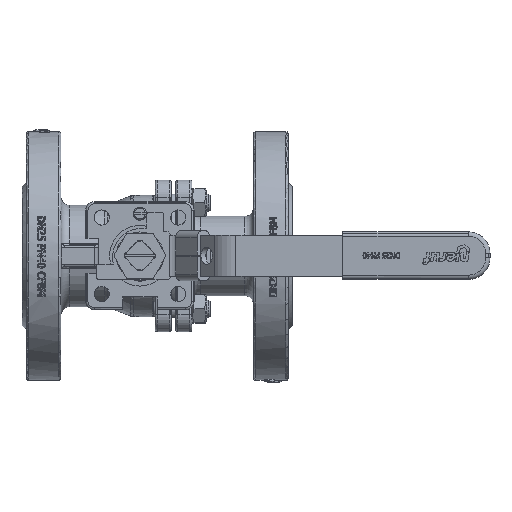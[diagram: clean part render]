
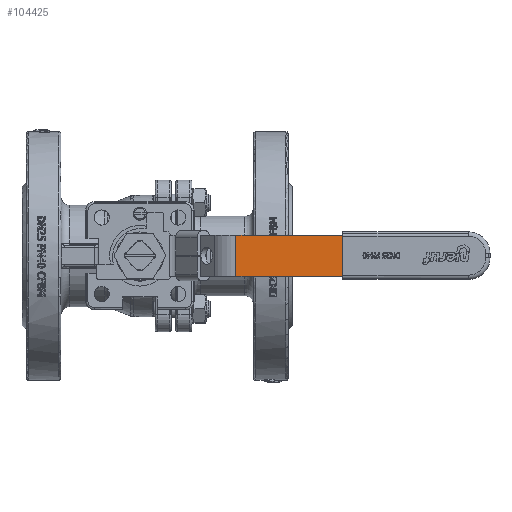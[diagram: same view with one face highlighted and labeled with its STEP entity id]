
A CAD part, top view. The second image highlights one B-rep face of the part: STEP entity #104425.
In plain terms, the highlighted planar face has unit normal (0, 0, 1).
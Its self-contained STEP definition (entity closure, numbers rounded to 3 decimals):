
#98383=CARTESIAN_POINT('',(93.786,9.5,86.7));
#98384=VERTEX_POINT('',#98383);
#98385=CARTESIAN_POINT('',(93.786,-9.5,86.7));
#98386=VERTEX_POINT('',#98385);
#98387=CARTESIAN_POINT('',(93.786,9.5,86.7));
#98388=DIRECTION('',(0.,-1.,-0.));
#98389=VECTOR('',#98388,19.);
#98390=LINE('',#98387,#98389);
#98391=EDGE_CURVE('',#98384,#98386,#98390,.T.);
#103022=CARTESIAN_POINT('',(44.377,-9.5,86.7));
#103023=VERTEX_POINT('',#103022);
#103024=CARTESIAN_POINT('',(93.786,-9.5,86.7));
#103025=DIRECTION('',(-1.,-0.,-0.));
#103026=VECTOR('',#103025,49.409);
#103027=LINE('',#103024,#103026);
#103028=EDGE_CURVE('',#98386,#103023,#103027,.T.);
#103541=CARTESIAN_POINT('',(44.377,9.5,86.7));
#103542=VERTEX_POINT('',#103541);
#103543=CARTESIAN_POINT('',(44.377,9.5,86.7));
#103544=DIRECTION('',(0.,-1.,-0.));
#103545=VECTOR('',#103544,19.);
#103546=LINE('',#103543,#103545);
#103547=EDGE_CURVE('',#103542,#103023,#103546,.T.);
#104401=CARTESIAN_POINT('',(44.377,9.5,86.7));
#104402=DIRECTION('',(1.,0.,0.));
#104403=VECTOR('',#104402,49.409);
#104404=LINE('',#104401,#104403);
#104405=EDGE_CURVE('',#103542,#98384,#104404,.T.);
#104414=CARTESIAN_POINT('',(151.786,-0.,86.7));
#104415=DIRECTION('',(-0.,-0.,1.));
#104416=DIRECTION('',(-1.,-0.,-0.));
#104417=AXIS2_PLACEMENT_3D('',#104414,#104415,#104416);
#104418=PLANE('',#104417);
#104419=ORIENTED_EDGE('',*,*,#98391,.F.);
#104420=ORIENTED_EDGE('',*,*,#104405,.F.);
#104421=ORIENTED_EDGE('',*,*,#103547,.T.);
#104422=ORIENTED_EDGE('',*,*,#103028,.F.);
#104423=EDGE_LOOP('',(#104419,#104420,#104421,#104422));
#104424=FACE_BOUND('',#104423,.T.);
#104425=ADVANCED_FACE('',(#104424),#104418,.T.);
